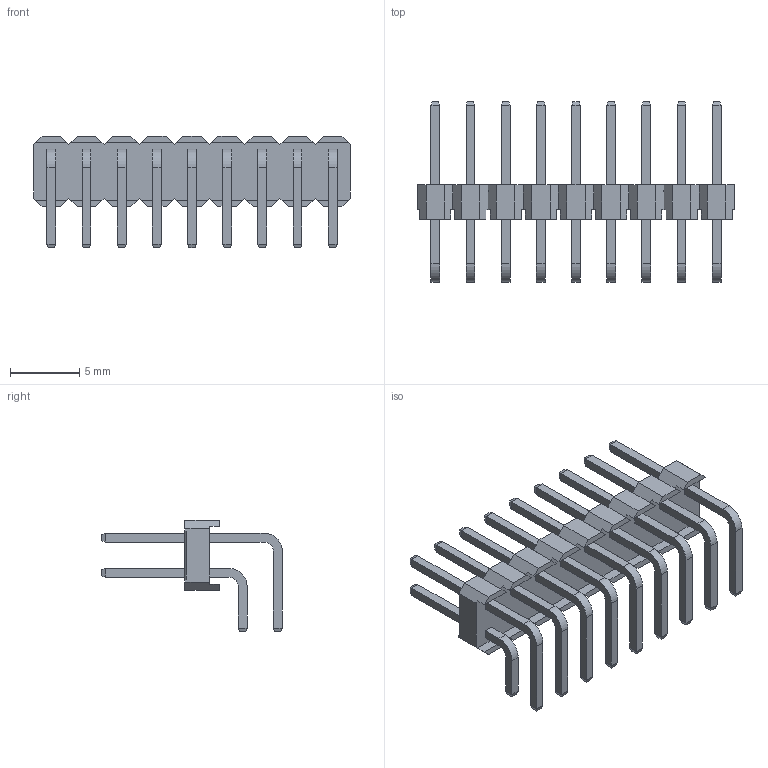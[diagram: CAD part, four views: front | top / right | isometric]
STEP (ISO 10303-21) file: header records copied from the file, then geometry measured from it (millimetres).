
FILE_DESCRIPTION(('STEP AP214'), '1');
FILE_NAME('PLD-R1', '', ('UNSPECIFIED'), ('UNSPECIFIED'), 'ASCON STEP Converter 1.6', 'ASCON Math Kernel', '');
FILE_SCHEMA(('AUTOMOTIVE_DESIGN { 1 0 10303 214 3 1 1}'));
Length unit declared in the file: millimetre
Bounding box: 22.86 x 13.04 x 8.08 mm (x, y, z)
Volume: 314.3 mm3; surface area: 1064.8 mm2
Topology: 1 solids, 1 shells, 538 faces, 1332 edges, 840 vertices
Faces by surface type: plane 502, cylinder 36
Entity records: 19820 total; most frequent: CARTESIAN_POINT 2711, ORIENTED_EDGE 2664, DIRECTION 2482, EDGE_CURVE 1332, LINE 1260, VECTOR 1260, VERTEX_POINT 840, AXIS2_PLACEMENT_3D 611
